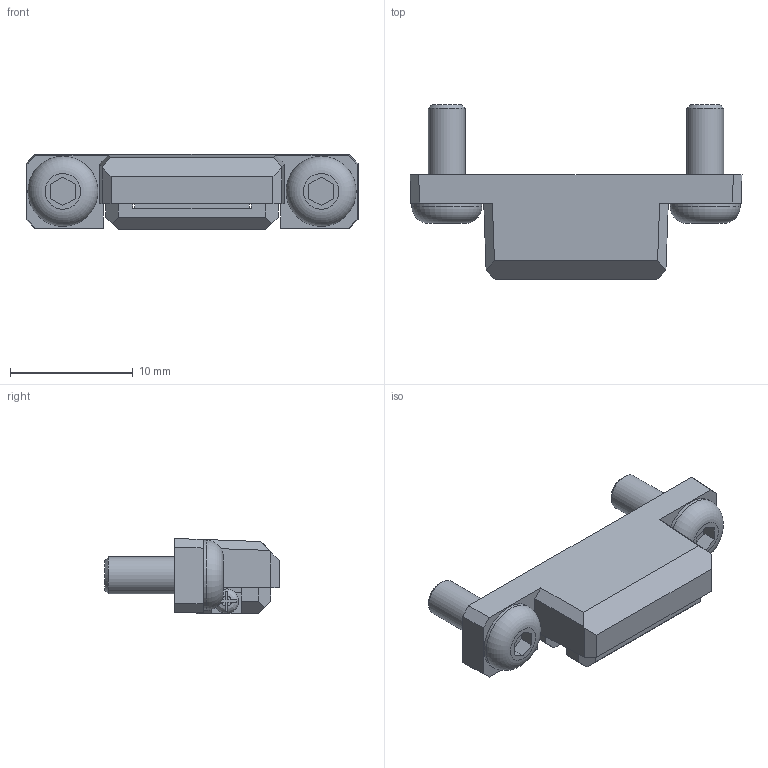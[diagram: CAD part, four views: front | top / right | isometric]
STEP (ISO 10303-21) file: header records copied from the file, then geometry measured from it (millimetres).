
FILE_DESCRIPTION(/* description */ (''),/* implementation_level */ '2;1');
FILE_NAME(/* name */ 'LA-9517-4814-01',/* time_stamp */ '2007-08-22T08:37:50+01:00',/* author */ (''),/* organization */ (''),/* preprocessor_version */ 'ST-DEVELOPER v9',/* originating_system */ 'UGS - NX 3.0',/* authorisation */ '');
FILE_SCHEMA (('CONFIG_CONTROL_DESIGN'));
Length unit declared in the file: millimetre
Products named in the file (1): lm11FA095yvb
Bounding box: 27 x 14.2 x 6.1 mm (x, y, z)
Volume: 940 mm3; surface area: 1041.9 mm2
Topology: 1 solids, 1 shells, 119 faces, 309 edges, 202 vertices
Faces by surface type: plane 105, cylinder 9, torus 2, cone 2, bspline 1
Full cylindrical faces by diameter (mm): 1.4 x1, 3 x2, 3.2 x2, 3.5 x2, 5.7 x2
Entity records: 3704 total; most frequent: CARTESIAN_POINT 750, ORIENTED_EDGE 588, DIRECTION 547, EDGE_CURVE 294, LINE 255, VECTOR 255, VERTEX_POINT 201, EDGE_LOOP 151
